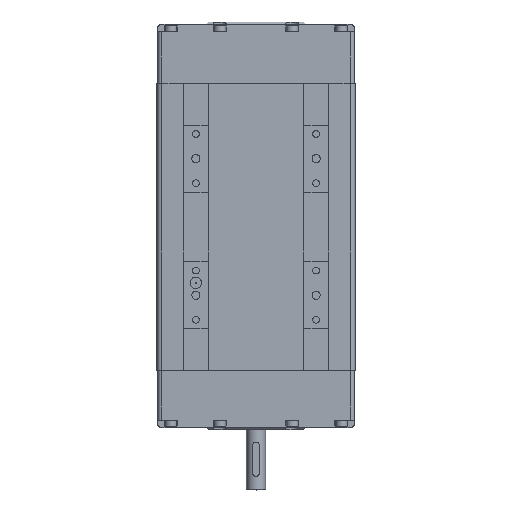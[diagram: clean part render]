
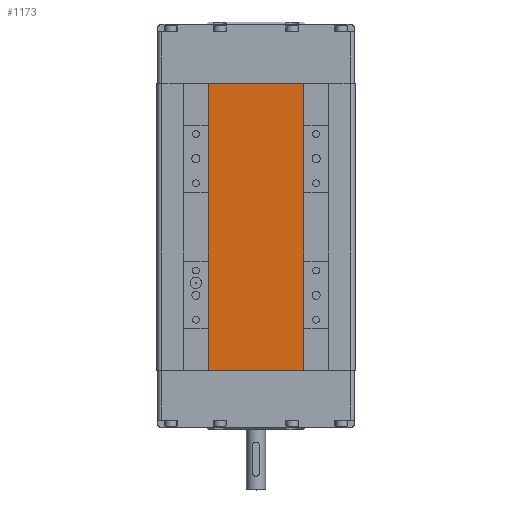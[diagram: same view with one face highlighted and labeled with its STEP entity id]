
A CAD part, top view. The second image highlights one B-rep face of the part: STEP entity #1173.
In plain terms, the highlighted planar face has unit normal (0, 0, 1).
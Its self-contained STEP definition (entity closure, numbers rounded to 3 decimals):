
#1117=CARTESIAN_POINT('',(-37.5,210.0,53.4));
#1118=VERTEX_POINT('',#1117);
#1125=CARTESIAN_POINT('',(-37.5,0.0,53.4));
#1126=VERTEX_POINT('',#1125);
#1127=CARTESIAN_POINT('',(-37.5,0.0,53.4));
#1128=DIRECTION('',(0.0,1.0,0.0));
#1129=VECTOR('',#1128,210.0);
#1130=LINE('',#1127,#1129);
#1131=EDGE_CURVE('',#1126,#1118,#1130,.T.);
#1143=CARTESIAN_POINT('',(-37.5,0.0,53.4));
#1144=DIRECTION('',(0.0,0.0,1.0));
#1145=DIRECTION('',(1.0,0.0,0.0));
#1146=AXIS2_PLACEMENT_3D('',#1143,#1144,#1145);
#1147=PLANE('',#1146);
#1148=CARTESIAN_POINT('',(-107.5,210.0,53.4));
#1149=VERTEX_POINT('',#1148);
#1150=CARTESIAN_POINT('',(-37.5,210.0,53.4));
#1151=DIRECTION('',(-1.0,0.0,0.0));
#1152=VECTOR('',#1151,70.0);
#1153=LINE('',#1150,#1152);
#1154=EDGE_CURVE('',#1118,#1149,#1153,.T.);
#1155=ORIENTED_EDGE('',*,*,#1154,.T.);
#1156=CARTESIAN_POINT('',(-107.5,0.0,53.4));
#1157=VERTEX_POINT('',#1156);
#1158=CARTESIAN_POINT('',(-107.5,0.0,53.4));
#1159=DIRECTION('',(0.0,1.0,0.0));
#1160=VECTOR('',#1159,210.0);
#1161=LINE('',#1158,#1160);
#1162=EDGE_CURVE('',#1157,#1149,#1161,.T.);
#1163=ORIENTED_EDGE('',*,*,#1162,.F.);
#1164=CARTESIAN_POINT('',(-37.5,0.0,53.4));
#1165=DIRECTION('',(-1.0,0.0,0.0));
#1166=VECTOR('',#1165,70.0);
#1167=LINE('',#1164,#1166);
#1168=EDGE_CURVE('',#1126,#1157,#1167,.T.);
#1169=ORIENTED_EDGE('',*,*,#1168,.F.);
#1170=ORIENTED_EDGE('',*,*,#1131,.T.);
#1171=EDGE_LOOP('',(#1155,#1163,#1169,#1170));
#1172=FACE_OUTER_BOUND('',#1171,.T.);
#1173=ADVANCED_FACE('',(#1172),#1147,.T.);
